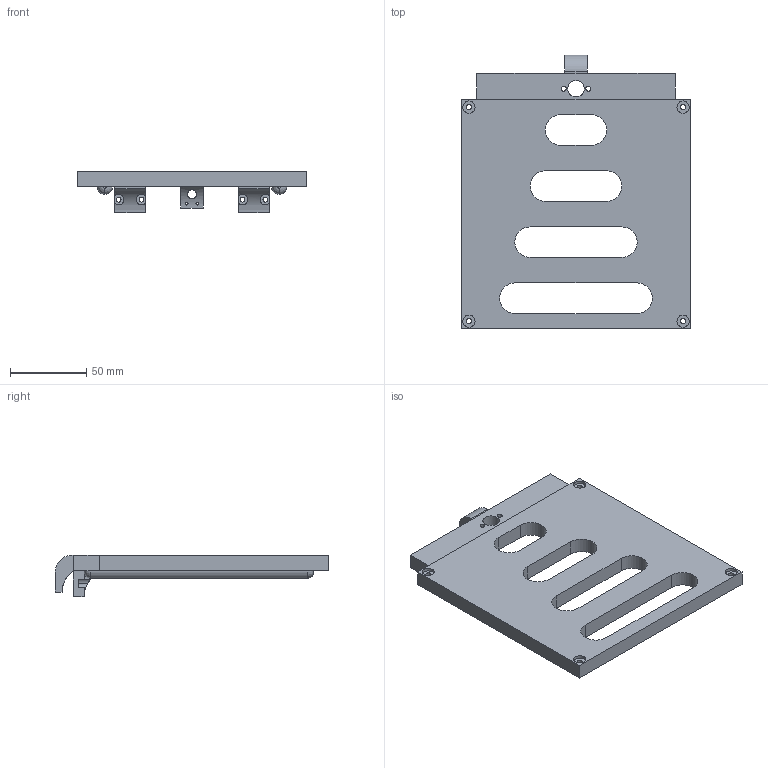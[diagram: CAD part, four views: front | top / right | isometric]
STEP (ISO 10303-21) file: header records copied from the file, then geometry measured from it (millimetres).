
FILE_DESCRIPTION(('FreeCAD Model'),'2;1');
FILE_NAME('Open CASCADE Shape Model','2023-07-05T02:20:58',('Author'),( ''),'Open CASCADE STEP processor 7.6','FreeCAD','Unknown');
FILE_SCHEMA(('AUTOMOTIVE_DESIGN { 1 0 10303 214 1 1 1 1 }'));
Length unit declared in the file: millimetre
Products named in the file (1): 150_bed_carriage
Bounding box: 150 x 179 x 27 mm (x, y, z)
Volume: 213128.3 mm3; surface area: 57692.1 mm2
Topology: 1 solids, 1 shells, 142 faces, 370 edges, 234 vertices
Faces by surface type: plane 82, cylinder 52, revolution 8
Full cylindrical faces by diameter (mm): 1.8 x2, 3.2 x6, 3.4 x4, 6 x1, 8 x4, 10.8 x1
Entity records: 10738 total; most frequent: CARTESIAN_POINT 3268, DIRECTION 1394, LINE 865, VECTOR 865, ORIENTED_EDGE 740, PCURVE 740, DEFINITIONAL_REPRESENTATION 740, EDGE_CURVE 370
